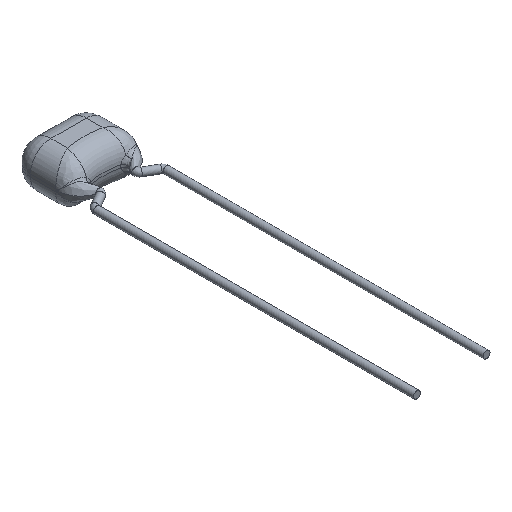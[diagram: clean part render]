
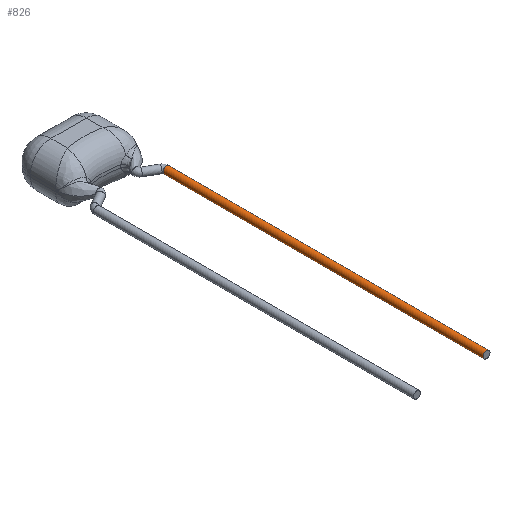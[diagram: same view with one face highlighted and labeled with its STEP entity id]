
A CAD part, isometric view. The second image highlights one B-rep face of the part: STEP entity #826.
In plain terms, the highlighted cylindrical face has radius 0.25 mm (diameter 0.5 mm), a full revolution.
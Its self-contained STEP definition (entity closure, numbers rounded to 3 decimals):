
#115=LINE('',#3486,#139);
#139=VECTOR('',#1158,0.25);
#156=CYLINDRICAL_SURFACE('',#939,0.25);
#214=FACE_OUTER_BOUND('',#274,.T.);
#274=EDGE_LOOP('',(#756,#757,#758,#759,#760));
#333=CIRCLE('',#935,0.25);
#334=CIRCLE('',#936,0.25);
#336=CIRCLE('',#940,0.25);
#400=VERTEX_POINT('',#3476);
#401=VERTEX_POINT('',#3478);
#402=VERTEX_POINT('',#3485);
#517=EDGE_CURVE('',#400,#401,#333,.T.);
#518=EDGE_CURVE('',#401,#400,#334,.T.);
#521=EDGE_CURVE('',#401,#402,#115,.T.);
#522=EDGE_CURVE('',#402,#402,#336,.T.);
#756=ORIENTED_EDGE('',*,*,#517,.F.);
#757=ORIENTED_EDGE('',*,*,#518,.F.);
#758=ORIENTED_EDGE('',*,*,#521,.T.);
#759=ORIENTED_EDGE('',*,*,#522,.T.);
#760=ORIENTED_EDGE('',*,*,#521,.F.);
#826=ADVANCED_FACE('',(#214),#156,.T.);
#935=AXIS2_PLACEMENT_3D('',#3479,#1147,#1148);
#936=AXIS2_PLACEMENT_3D('',#3480,#1149,#1150);
#939=AXIS2_PLACEMENT_3D('',#3484,#1156,#1157);
#940=AXIS2_PLACEMENT_3D('',#3487,#1159,#1160);
#1147=DIRECTION('center_axis',(0.,1.,0.));
#1148=DIRECTION('ref_axis',(0.,0.,1.));
#1149=DIRECTION('center_axis',(0.,1.,0.));
#1150=DIRECTION('ref_axis',(0.,0.,1.));
#1156=DIRECTION('center_axis',(0.,1.,0.));
#1157=DIRECTION('ref_axis',(0.,0.,1.));
#1158=DIRECTION('',(0.,-1.,0.));
#1159=DIRECTION('center_axis',(0.,1.,0.));
#1160=DIRECTION('ref_axis',(0.,0.,1.));
#3476=CARTESIAN_POINT('',(2.25,0.,0.));
#3478=CARTESIAN_POINT('',(2.5,0.,-0.25));
#3479=CARTESIAN_POINT('Origin',(2.5,0.,0.));
#3480=CARTESIAN_POINT('Origin',(2.5,0.,0.));
#3484=CARTESIAN_POINT('Origin',(2.5,-23.,0.));
#3485=CARTESIAN_POINT('',(2.5,-23.,-0.25));
#3486=CARTESIAN_POINT('',(2.5,-23.,-0.25));
#3487=CARTESIAN_POINT('Origin',(2.5,-23.,0.));
